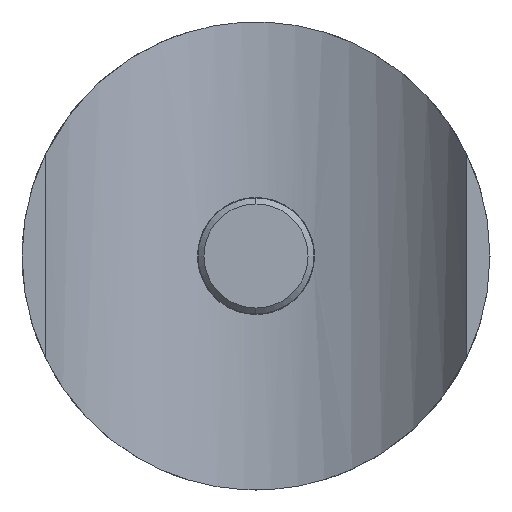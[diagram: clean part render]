
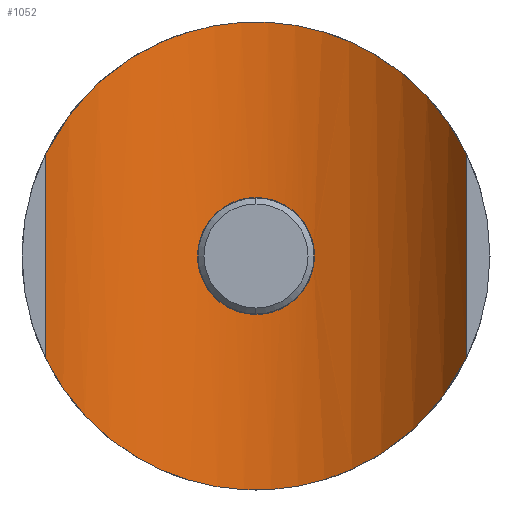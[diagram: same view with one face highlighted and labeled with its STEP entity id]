
A CAD part, left-side view. The second image highlights one B-rep face of the part: STEP entity #1052.
In plain terms, the highlighted cylindrical face has radius 21.2 mm (diameter 42.4 mm), a partial arc.
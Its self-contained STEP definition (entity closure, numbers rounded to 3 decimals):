
#774=CARTESIAN_POINT('',(-20.01,18.006,8.705));
#775=CARTESIAN_POINT('',(-19.377,17.613,9.518));
#776=CARTESIAN_POINT('',(-18.119,16.74,11.051));
#777=CARTESIAN_POINT('',(-16.289,15.135,13.159));
#778=CARTESIAN_POINT('',(-14.704,13.383,14.928));
#779=CARTESIAN_POINT('',(-13.364,11.532,16.395));
#780=CARTESIAN_POINT('',(-12.272,9.629,17.574));
#781=CARTESIAN_POINT('',(-11.413,7.704,18.496));
#782=CARTESIAN_POINT('',(-10.768,5.772,19.184));
#783=CARTESIAN_POINT('',(-10.321,3.843,19.66));
#784=CARTESIAN_POINT('',(-10.058,1.92,19.939));
#785=CARTESIAN_POINT('',(-9.971,0.,
20.031));
#786=CARTESIAN_POINT('',(-10.058,-1.92,19.939));
#787=CARTESIAN_POINT('',(-10.321,-3.843,19.66));
#788=CARTESIAN_POINT('',(-10.768,-5.772,19.184));
#789=CARTESIAN_POINT('',(-11.413,-7.704,18.496));
#790=CARTESIAN_POINT('',(-12.273,-9.629,17.574));
#791=CARTESIAN_POINT('',(-13.364,-11.532,16.395));
#792=CARTESIAN_POINT('',(-14.704,-13.383,14.928));
#793=CARTESIAN_POINT('',(-16.289,-15.135,13.159));
#794=CARTESIAN_POINT('',(-18.119,-16.74,11.051));
#795=CARTESIAN_POINT('',(-19.377,-17.613,9.518));
#796=CARTESIAN_POINT('',(-20.01,-18.006,8.705));
#798=CARTESIAN_POINT('',(-20.01,-18.006,
-8.705));
#799=CARTESIAN_POINT('',(-19.377,-17.613,
-9.518));
#800=CARTESIAN_POINT('',(-18.119,-16.74,
-11.051));
#801=CARTESIAN_POINT('',(-16.289,-15.135,
-13.159));
#802=CARTESIAN_POINT('',(-14.704,-13.383,
-14.928));
#803=CARTESIAN_POINT('',(-13.364,-11.532,
-16.395));
#804=CARTESIAN_POINT('',(-12.273,-9.629,
-17.574));
#805=CARTESIAN_POINT('',(-11.413,-7.704,
-18.496));
#806=CARTESIAN_POINT('',(-10.768,-5.772,
-19.184));
#807=CARTESIAN_POINT('',(-10.321,-3.843,
-19.66));
#808=CARTESIAN_POINT('',(-10.058,-1.92,
-19.939));
#809=CARTESIAN_POINT('',(-9.971,0.,
-20.031));
#810=CARTESIAN_POINT('',(-10.058,1.92,-19.939));
#811=CARTESIAN_POINT('',(-10.321,3.843,-19.66));
#812=CARTESIAN_POINT('',(-10.768,5.772,-19.184));
#813=CARTESIAN_POINT('',(-11.413,7.704,-18.496));
#814=CARTESIAN_POINT('',(-12.272,9.629,-17.574));
#815=CARTESIAN_POINT('',(-13.364,11.532,-16.395));
#816=CARTESIAN_POINT('',(-14.704,13.383,-14.928));
#817=CARTESIAN_POINT('',(-16.289,15.135,-13.159));
#818=CARTESIAN_POINT('',(-18.119,16.74,-11.051));
#819=CARTESIAN_POINT('',(-19.377,17.613,-9.518));
#820=CARTESIAN_POINT('',(-20.01,18.006,-8.705));
#822=CARTESIAN_POINT('',(-10.598,-5.,0.));
#823=CARTESIAN_POINT('',(-10.598,-5.,-0.282));
#824=CARTESIAN_POINT('',(-10.587,-4.953,
-0.842));
#825=CARTESIAN_POINT('',(-10.534,-4.733,
-1.689));
#826=CARTESIAN_POINT('',(-10.454,-4.369,
-2.481));
#827=CARTESIAN_POINT('',(-10.357,-3.888,
-3.182));
#828=CARTESIAN_POINT('',(-10.252,-3.284,
-3.803));
#829=CARTESIAN_POINT('',(-10.153,-2.575,
-4.315));
#830=CARTESIAN_POINT('',(-10.071,-1.796,
-4.693));
#831=CARTESIAN_POINT('',(-10.017,-0.974,
-4.929));
#832=CARTESIAN_POINT('',(-9.995,-0.129,
-5.021));
#833=CARTESIAN_POINT('',(-10.006,0.677,
-4.975));
#834=CARTESIAN_POINT('',(-10.045,1.455,-4.806));
#835=CARTESIAN_POINT('',(-10.111,2.209,-4.51));
#836=CARTESIAN_POINT('',(-10.197,2.912,-4.092));
#837=CARTESIAN_POINT('',(-10.293,3.526,-3.574));
#838=CARTESIAN_POINT('',(-10.388,4.046,-2.973));
#839=CARTESIAN_POINT('',(-10.474,4.461,-2.303));
#840=CARTESIAN_POINT('',(-10.543,4.77,-1.572));
#841=CARTESIAN_POINT('',(-10.589,4.962,
-0.773));
#842=CARTESIAN_POINT('',(-10.598,5.,-0.258));
#843=CARTESIAN_POINT('',(-10.598,5.,0.));
#845=CARTESIAN_POINT('',(-10.598,5.,0.));
#846=CARTESIAN_POINT('',(-10.598,5.,0.282));
#847=CARTESIAN_POINT('',(-10.587,4.953,0.842));
#848=CARTESIAN_POINT('',(-10.534,4.733,1.689));
#849=CARTESIAN_POINT('',(-10.454,4.369,2.481));
#850=CARTESIAN_POINT('',(-10.357,3.888,3.182));
#851=CARTESIAN_POINT('',(-10.252,3.284,3.804));
#852=CARTESIAN_POINT('',(-10.152,2.575,4.315));
#853=CARTESIAN_POINT('',(-10.071,1.795,4.693));
#854=CARTESIAN_POINT('',(-10.017,0.974,4.929));
#855=CARTESIAN_POINT('',(-9.995,0.127,5.021));
#856=CARTESIAN_POINT('',(-10.006,-0.679,
4.975));
#857=CARTESIAN_POINT('',(-10.045,-1.456,4.806));
#858=CARTESIAN_POINT('',(-10.111,-2.21,4.51));
#859=CARTESIAN_POINT('',(-10.198,-2.913,4.091));
#860=CARTESIAN_POINT('',(-10.293,-3.527,3.573));
#861=CARTESIAN_POINT('',(-10.388,-4.047,2.972));
#862=CARTESIAN_POINT('',(-10.474,-4.461,2.302));
#863=CARTESIAN_POINT('',(-10.543,-4.77,1.571));
#864=CARTESIAN_POINT('',(-10.589,-4.962,
0.772));
#865=CARTESIAN_POINT('',(-10.598,-5.,0.258));
#866=CARTESIAN_POINT('',(-10.598,-5.,0.));
#868=DIRECTION('',(0.,0.,1.));
#869=VECTOR('',#868,17.409);
#870=CARTESIAN_POINT('',(-20.01,18.006,-8.705));
#871=LINE('',#870,#869);
#882=DIRECTION('',(0.,0.,1.));
#883=VECTOR('',#882,17.409);
#884=CARTESIAN_POINT('',(-20.01,-18.006,
-8.705));
#885=LINE('',#884,#883);
#925=VERTEX_POINT('',#774);
#926=VERTEX_POINT('',#796);
#927=VERTEX_POINT('',#798);
#928=VERTEX_POINT('',#820);
#933=CARTESIAN_POINT('',(-10.598,5.,0.));
#934=VERTEX_POINT('',#933);
#935=CARTESIAN_POINT('',(-10.598,-5.,0.));
#936=VERTEX_POINT('',#935);
#1033=CARTESIAN_POINT('',(-31.2,0.,-48.45));
#1034=DIRECTION('',(0.,0.,1.));
#1035=DIRECTION('',(1.,0.,0.));
#1036=AXIS2_PLACEMENT_3D('',#1033,#1034,#1035);
#1037=CYLINDRICAL_SURFACE('',#1036,21.2);
#1038=ORIENTED_EDGE('',*,*,#1019,.T.);
#1040=ORIENTED_EDGE('',*,*,#1039,.F.);
#1042=ORIENTED_EDGE('',*,*,#1041,.T.);
#1044=ORIENTED_EDGE('',*,*,#1043,.T.);
#1045=EDGE_LOOP('',(#1038,#1040,#1042,#1044));
#1046=FACE_OUTER_BOUND('',#1045,.F.);
#1048=ORIENTED_EDGE('',*,*,#1047,.F.);
#1049=ORIENTED_EDGE('',*,*,#946,.F.);
#1050=EDGE_LOOP('',(#1048,#1049));
#1051=FACE_BOUND('',#1050,.F.);
#797=B_SPLINE_CURVE_WITH_KNOTS('',3,(#774,#775,#776,#777,#778,#779,#780,#781,
#782,#783,#784,#785,#786,#787,#788,#789,#790,#791,#792,#793,#794,#795,#796),
.UNSPECIFIED.,.F.,.F.,(4,1,1,1,1,1,1,1,1,1,1,1,1,1,1,1,1,1,1,1,4),(0.,0.05,
0.1,0.15,0.2,0.25,0.3,0.35,0.4,0.45,0.5,0.55,0.6,0.65,
0.7,0.75,0.8,0.85,0.9,0.95,1.),.UNSPECIFIED.);
#821=B_SPLINE_CURVE_WITH_KNOTS('',3,(#798,#799,#800,#801,#802,#803,#804,#805,
#806,#807,#808,#809,#810,#811,#812,#813,#814,#815,#816,#817,#818,#819,#820),
.UNSPECIFIED.,.F.,.F.,(4,1,1,1,1,1,1,1,1,1,1,1,1,1,1,1,1,1,1,1,4),(0.,0.05,
0.1,0.15,0.2,0.25,0.3,0.35,0.4,0.45,0.5,0.55,0.6,0.65,
0.7,0.75,0.8,0.85,0.9,0.95,1.),.UNSPECIFIED.);
#844=B_SPLINE_CURVE_WITH_KNOTS('',3,(#822,#823,#824,#825,#826,#827,#828,#829,
#830,#831,#832,#833,#834,#835,#836,#837,#838,#839,#840,#841,#842,#843),
.UNSPECIFIED.,.F.,.F.,(4,1,1,1,1,1,1,1,1,1,1,1,1,1,1,1,1,1,1,4),(0.,
0.053,0.105,0.158,0.211,
0.263,0.316,0.368,0.421,
0.474,0.526,0.579,0.632,
0.684,0.737,0.789,0.842,
0.895,0.947,1.),.UNSPECIFIED.);
#867=B_SPLINE_CURVE_WITH_KNOTS('',3,(#845,#846,#847,#848,#849,#850,#851,#852,
#853,#854,#855,#856,#857,#858,#859,#860,#861,#862,#863,#864,#865,#866),
.UNSPECIFIED.,.F.,.F.,(4,1,1,1,1,1,1,1,1,1,1,1,1,1,1,1,1,1,1,4),(0.,
0.053,0.105,0.158,0.211,
0.263,0.316,0.368,0.421,
0.474,0.526,0.579,0.632,
0.684,0.737,0.789,0.842,
0.895,0.947,1.),.UNSPECIFIED.);
#946=EDGE_CURVE('',#934,#936,#867,.T.);
#1019=EDGE_CURVE('',#925,#926,#797,.T.);
#1039=EDGE_CURVE('',#927,#926,#885,.T.);
#1041=EDGE_CURVE('',#927,#928,#821,.T.);
#1043=EDGE_CURVE('',#928,#925,#871,.T.);
#1047=EDGE_CURVE('',#936,#934,#844,.T.);
#1052=ADVANCED_FACE('',(#1046,#1051),#1037,.F.);
